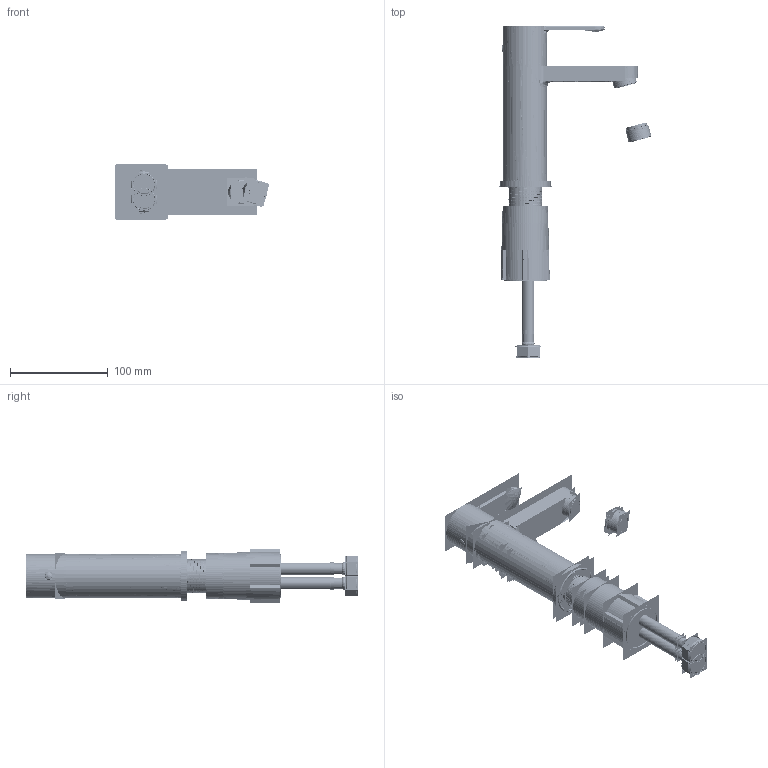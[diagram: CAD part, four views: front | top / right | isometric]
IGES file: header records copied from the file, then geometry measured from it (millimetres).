
Start section:  PTC IGES file: 8033101.igs
Global section: file name: 8033101.igs; native system: Pro/ENGINEER by Parametric Technology Corporation; preprocessor: 2008230; author: Administrator; organization: Unknown; date: 20140607.140122; units: millimetre
Bounding box: 157.88 x 338.88 x 56.82 mm (x, y, z)
Volume: 677180.7 mm3; surface area: 1381035.3 mm2
Topology: 19 solids, 34 shells, 4056 faces, 20083 edges, 25641 vertices
Faces by surface type: revolution 2486, bspline 1570
